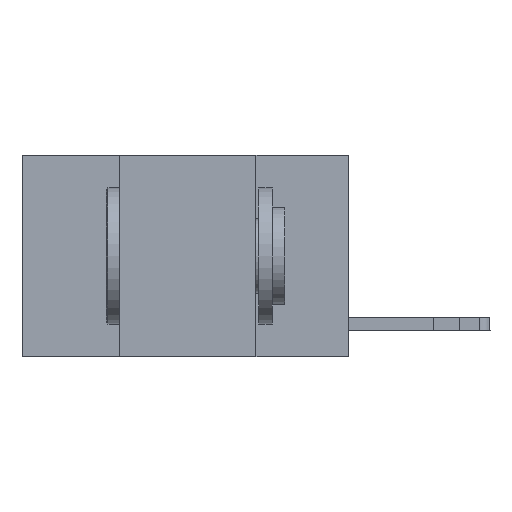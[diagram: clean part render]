
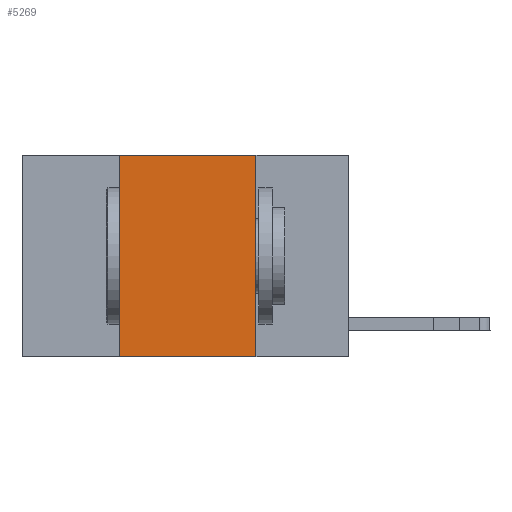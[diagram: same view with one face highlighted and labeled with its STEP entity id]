
A CAD part, left-side view. The second image highlights one B-rep face of the part: STEP entity #5269.
In plain terms, the highlighted planar face has unit normal (-1, 0, 0).
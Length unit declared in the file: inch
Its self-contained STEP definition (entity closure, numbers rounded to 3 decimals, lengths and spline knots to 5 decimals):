
#253 = CARTESIAN_POINT ( 'NONE',  ( 0., 0.6, 0. ) ) ;
#1129 = CARTESIAN_POINT ( 'NONE',  ( 0., 0.6, -0.37 ) ) ;
#1815 = DIRECTION ( 'NONE',  ( 0., 0., -1. ) ) ;
#1946 = CARTESIAN_POINT ( 'NONE',  ( 0., 0.6, 0. ) ) ;
#2111 = VECTOR ( 'NONE', #6497, 39.37008 ) ;
#2205 = CARTESIAN_POINT ( 'NONE',  ( 0., 0.42, 0. ) ) ;
#2641 = VECTOR ( 'NONE', #8333, 39.37008 ) ;
#2721 = VECTOR ( 'NONE', #10486, 39.37008 ) ;
#4265 = CARTESIAN_POINT ( 'NONE',  ( 0., 0.17, 0. ) ) ;
#4882 = EDGE_CURVE ( 'NONE', #12013, #21071, #17545, .T. ) ;
#5269 = ADVANCED_FACE ( 'NONE', ( #22904 ), #15102, .F. ) ;
#6166 = CARTESIAN_POINT ( 'NONE',  ( 0., 0.42, 0. ) ) ;
#6192 = ORIENTED_EDGE ( 'NONE', *, *, #4882, .F. ) ;
#6497 = DIRECTION ( 'NONE',  ( 0., 0., -1. ) ) ;
#8209 = LINE ( 'NONE', #1129, #2641 ) ;
#8333 = DIRECTION ( 'NONE',  ( 0., -1., 0. ) ) ;
#9830 = DIRECTION ( 'NONE',  ( 0., -1., 0. ) ) ;
#10486 = DIRECTION ( 'NONE',  ( 0., 0., 1. ) ) ;
#10763 = EDGE_CURVE ( 'NONE', #22498, #12013, #17413, .T. ) ;
#11147 = VECTOR ( 'NONE', #9830, 39.37008 ) ;
#12013 = VERTEX_POINT ( 'NONE', #16782 ) ;
#13923 = EDGE_CURVE ( 'NONE', #16078, #21071, #8209, .T. ) ;
#14597 = EDGE_CURVE ( 'NONE', #16078, #22498, #19505, .T. ) ;
#15102 = PLANE ( 'NONE',  #15345 ) ;
#15345 = AXIS2_PLACEMENT_3D ( 'NONE', #1946, #22778, #1815 ) ;
#15875 = CARTESIAN_POINT ( 'NONE',  ( 0., 0.42, -0.37 ) ) ;
#16078 = VERTEX_POINT ( 'NONE', #15875 ) ;
#16782 = CARTESIAN_POINT ( 'NONE',  ( 0., 0.17, 0. ) ) ;
#17156 = ORIENTED_EDGE ( 'NONE', *, *, #13923, .T. ) ;
#17413 = LINE ( 'NONE', #253, #11147 ) ;
#17545 = LINE ( 'NONE', #4265, #2111 ) ;
#19040 = CARTESIAN_POINT ( 'NONE',  ( 0., 0.17, -0.37 ) ) ;
#19505 = LINE ( 'NONE', #6166, #2721 ) ;
#20150 = ORIENTED_EDGE ( 'NONE', *, *, #10763, .F. ) ;
#20664 = EDGE_LOOP ( 'NONE', ( #6192, #20150, #22510, #17156 ) ) ;
#21071 = VERTEX_POINT ( 'NONE', #19040 ) ;
#22498 = VERTEX_POINT ( 'NONE', #2205 ) ;
#22510 = ORIENTED_EDGE ( 'NONE', *, *, #14597, .F. ) ;
#22778 = DIRECTION ( 'NONE',  ( 1., 0., 0. ) ) ;
#22904 = FACE_OUTER_BOUND ( 'NONE', #20664, .T. ) ;
